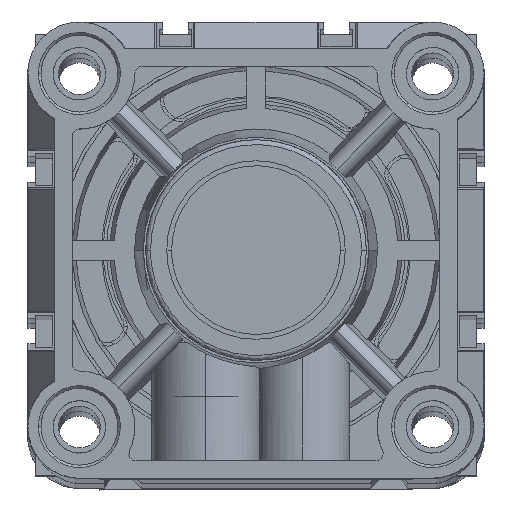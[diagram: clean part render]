
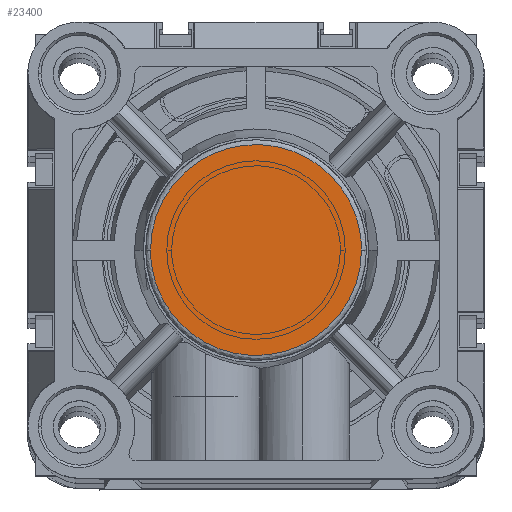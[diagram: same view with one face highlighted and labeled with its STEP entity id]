
A CAD part, top view. The second image highlights one B-rep face of the part: STEP entity #23400.
In plain terms, the highlighted planar face has unit normal (0, 0, 1).
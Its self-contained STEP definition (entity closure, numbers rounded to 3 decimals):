
#5354 = CARTESIAN_POINT ( 'NONE',  ( 19.5, 41., 40. ) ) ;
#5537 = VERTEX_POINT ( 'NONE', #24113 ) ;
#5844 = CARTESIAN_POINT ( 'NONE',  ( 19.5, 41., 40. ) ) ;
#6356 = CARTESIAN_POINT ( 'NONE',  ( 62.5, 84., 40. ) ) ;
#6667 = DIRECTION ( 'NONE',  ( 1., 0., 0. ) ) ;
#7771 = EDGE_CURVE ( 'NONE', #35038, #5537, #11027, .T. ) ;
#11027 =( BOUNDED_CURVE ( )  B_SPLINE_CURVE ( 3, ( #46901, #24965, #6356, #32302 ),
 .UNSPECIFIED., .F., .T. ) 
 B_SPLINE_CURVE_WITH_KNOTS ( ( 4, 4 ),
 ( 0., 1. ),
 .UNSPECIFIED. ) 
 CURVE ( )  GEOMETRIC_REPRESENTATION_ITEM ( )  RATIONAL_B_SPLINE_CURVE ( ( 0.957, 0.319, 0.319, 0.957 ) ) 
 REPRESENTATION_ITEM ( '' )  );
#16968 = EDGE_CURVE ( 'NONE', #5537, #35038, #31263, .T. ) ;
#23400 = ADVANCED_FACE ( 'NONE', ( #46043 ), #25261, .T. ) ;
#23978 = CARTESIAN_POINT ( 'NONE',  ( 62.5, 41., 40. ) ) ;
#24113 = CARTESIAN_POINT ( 'NONE',  ( 62.5, 41., 40. ) ) ;
#24965 = CARTESIAN_POINT ( 'NONE',  ( 19.5, 84., 40. ) ) ;
#25033 = AXIS2_PLACEMENT_3D ( 'NONE', #47203, #28941, #6667 ) ;
#25261 = PLANE ( 'NONE',  #25033 ) ;
#27663 = CARTESIAN_POINT ( 'NONE',  ( 19.5, -2., 40. ) ) ;
#28941 = DIRECTION ( 'NONE',  ( 0., 0., 1. ) ) ;
#31263 =( BOUNDED_CURVE ( )  B_SPLINE_CURVE ( 3, ( #23978, #42242, #27663, #5354 ),
 .UNSPECIFIED., .F., .T. ) 
 B_SPLINE_CURVE_WITH_KNOTS ( ( 4, 4 ),
 ( 0., 1. ),
 .UNSPECIFIED. ) 
 CURVE ( )  GEOMETRIC_REPRESENTATION_ITEM ( )  RATIONAL_B_SPLINE_CURVE ( ( 0.957, 0.319, 0.319, 0.957 ) ) 
 REPRESENTATION_ITEM ( '' )  );
#32302 = CARTESIAN_POINT ( 'NONE',  ( 62.5, 41., 40. ) ) ;
#35038 = VERTEX_POINT ( 'NONE', #5844 ) ;
#37262 = ORIENTED_EDGE ( 'NONE', *, *, #16968, .F. ) ;
#40269 = ORIENTED_EDGE ( 'NONE', *, *, #7771, .F. ) ;
#42242 = CARTESIAN_POINT ( 'NONE',  ( 62.5, -2., 40. ) ) ;
#44723 = EDGE_LOOP ( 'NONE', ( #40269, #37262 ) ) ;
#46043 = FACE_OUTER_BOUND ( 'NONE', #44723, .T. ) ;
#46901 = CARTESIAN_POINT ( 'NONE',  ( 19.5, 41., 40. ) ) ;
#47203 = CARTESIAN_POINT ( 'NONE',  ( 19.242, 19.242, 40. ) ) ;
